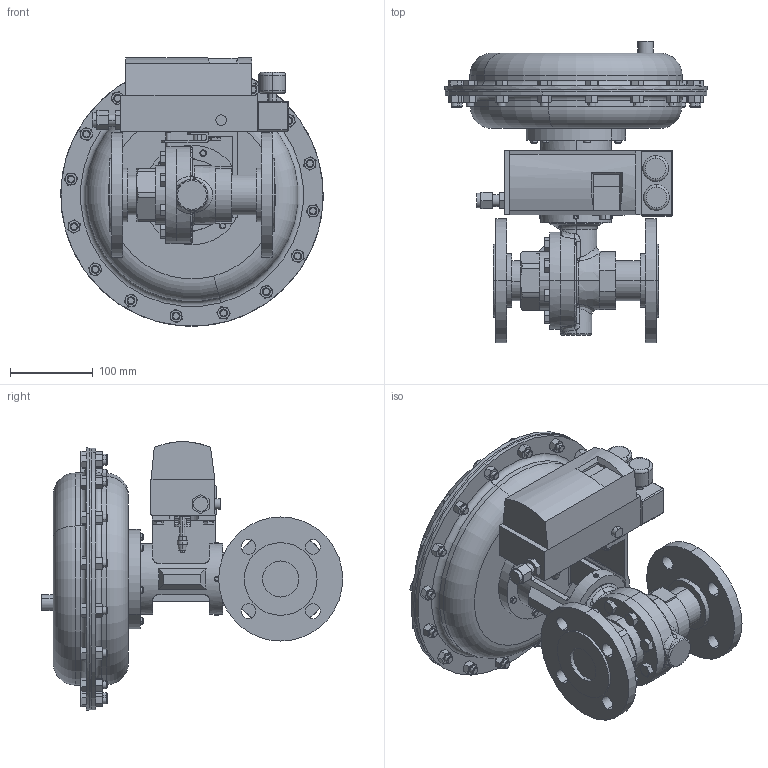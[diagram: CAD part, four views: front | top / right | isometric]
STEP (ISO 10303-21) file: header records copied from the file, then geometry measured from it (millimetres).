
FILE_DESCRIPTION (( 'STEP AP203' ), '1' );
FILE_NAME ('70SP-150-DI+BR-F6-55M-16IQ.STEP', '2017-09-11T19:17:55', ( '' ), ( '' ), 'SwSTEP 2.0', 'SolidWorks 2014', '' );
FILE_SCHEMA (( 'CONFIG_CONTROL_DESIGN' ));
Length unit declared in the file: inch
Products named in the file (1): 70SP-150-DI+BR-F6-55M-16IQ
Bounding box: 317.5 x 364.74 x 324.83 mm (x, y, z)
Volume: 7838517.2 mm3; surface area: 513312.1 mm2
Topology: 1 solids, 1 shells, 1194 faces, 2759 edges, 1662 vertices
Faces by surface type: plane 506, cone 418, cylinder 212, bspline 29, torus 27, sphere 2
Entity records: 38514 total; most frequent: CARTESIAN_POINT 12697, ORIENTED_EDGE 5498, DIRECTION 5079, EDGE_CURVE 2749, AXIS2_PLACEMENT_3D 2031, VERTEX_POINT 1662, EDGE_LOOP 1319, FACE_OUTER_BOUND 1194
